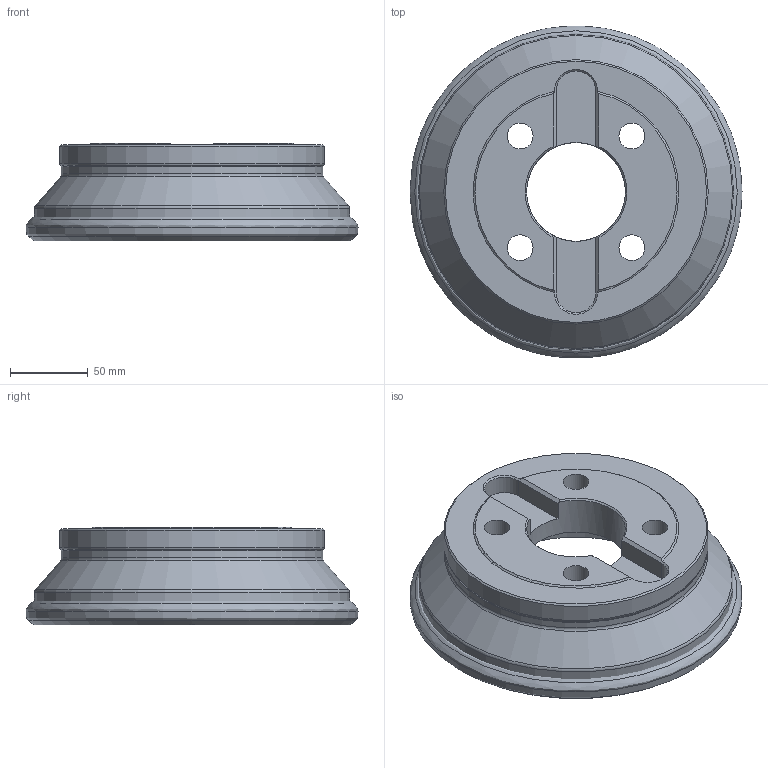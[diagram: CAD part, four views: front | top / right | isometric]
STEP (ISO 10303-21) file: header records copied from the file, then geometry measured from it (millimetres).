
FILE_DESCRIPTION(/* description */ (''),/* implementation_level */ '2;1');
FILE_NAME(/* name */ 'R220.43-808.00-06-12SA_Basic.stp',/* time_stamp */ '2024-06-21T11:02:16+06:00',/* author */ (''),/* organization */ (''),/* preprocessor_version */ 'ST-DEVELOPER v16.7',/* originating_system */ 'SIEMENS PLM Software NX 12.0',/* authorisation */ '');
FILE_SCHEMA (('AUTOMOTIVE_DESIGN { 1 0 10303 214 3 1 1 1 }'));
Length unit declared in the file: millimetre
Products named in the file (4): CUT; NOCUT; ASSEMBLY_CONSTRUCTION; A2772177_stp_stp
Assembly tree (3 placements, depth 2):
  A2772177_stp_stp
    ASSEMBLY_CONSTRUCTION
    NOCUT
    CUT
Bounding box: 213.49 x 213.49 x 63 mm (x, y, z)
Volume: 1138607.5 mm3; surface area: 146888.4 mm2
Topology: 2 solids, 2 shells, 60 faces, 145 edges, 107 vertices
Faces by surface type: plane 16, cone 12, cylinder 12, torus 12, revolution 8
Full cylindrical faces by diameter (mm): 16.6 x4, 63.51 x1, 130 x1, 146.2 x1, 168 x1, 170 x1, 202.668 x1
Entity records: 2167 total; most frequent: CARTESIAN_POINT 612, DIRECTION 308, ORIENTED_EDGE 198, AXIS2_PLACEMENT_3D 136, EDGE_LOOP 108, EDGE_CURVE 99, FACE_BOUND 90, VERTEX_POINT 79
